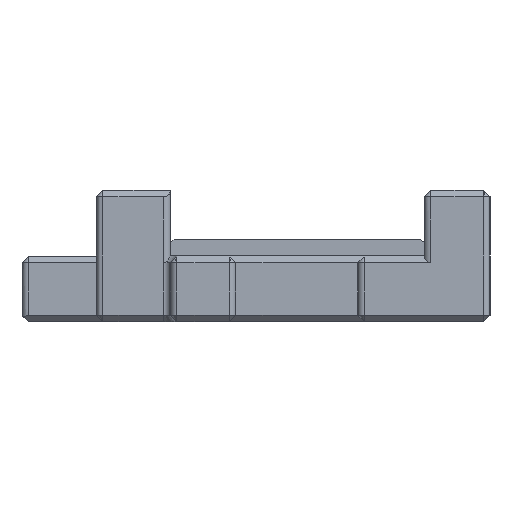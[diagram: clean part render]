
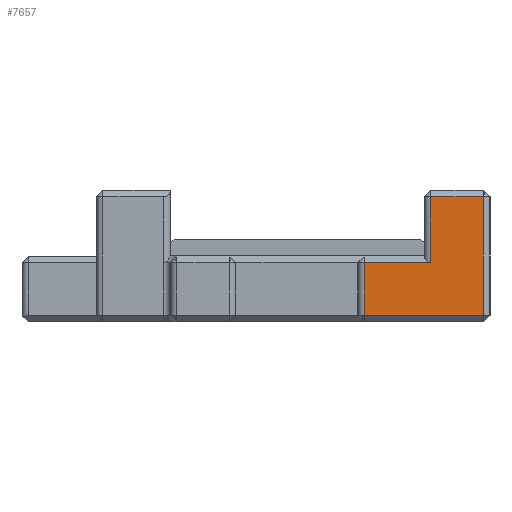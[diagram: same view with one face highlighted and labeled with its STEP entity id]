
A CAD part, front view. The second image highlights one B-rep face of the part: STEP entity #7657.
In plain terms, the highlighted planar face has unit normal (0, -1, 0).
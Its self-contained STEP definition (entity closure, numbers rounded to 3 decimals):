
#665=FACE_OUTER_BOUND('',#1145,.T.);
#1145=EDGE_LOOP('',(#5624,#5625,#5626,#5627,#5628,#5629));
#1733=LINE('',#11363,#2571);
#1787=LINE('',#11507,#2625);
#1788=LINE('',#11511,#2626);
#1789=LINE('',#11513,#2627);
#1790=LINE('',#11515,#2628);
#1791=LINE('',#11516,#2629);
#2571=VECTOR('',#9086,10.);
#2625=VECTOR('',#9250,10.);
#2626=VECTOR('',#9255,10.);
#2627=VECTOR('',#9256,10.);
#2628=VECTOR('',#9257,10.);
#2629=VECTOR('',#9258,10.);
#3419=VERTEX_POINT('',#11360);
#3420=VERTEX_POINT('',#11362);
#3455=VERTEX_POINT('',#11506);
#3456=VERTEX_POINT('',#11510);
#3457=VERTEX_POINT('',#11512);
#3458=VERTEX_POINT('',#11514);
#4186=EDGE_CURVE('',#3419,#3420,#1733,.T.);
#4258=EDGE_CURVE('',#3420,#3455,#1787,.T.);
#4260=EDGE_CURVE('',#3456,#3419,#1788,.T.);
#4261=EDGE_CURVE('',#3457,#3456,#1789,.T.);
#4262=EDGE_CURVE('',#3458,#3457,#1790,.T.);
#4263=EDGE_CURVE('',#3455,#3458,#1791,.T.);
#5624=ORIENTED_EDGE('',*,*,#4186,.F.);
#5625=ORIENTED_EDGE('',*,*,#4260,.F.);
#5626=ORIENTED_EDGE('',*,*,#4261,.F.);
#5627=ORIENTED_EDGE('',*,*,#4262,.F.);
#5628=ORIENTED_EDGE('',*,*,#4263,.F.);
#5629=ORIENTED_EDGE('',*,*,#4258,.F.);
#7332=PLANE('',#8220);
#7657=ADVANCED_FACE('',(#665),#7332,.T.);
#8220=AXIS2_PLACEMENT_3D('',#11509,#9253,#9254);
#9086=DIRECTION('',(-1.,0.,0.));
#9250=DIRECTION('',(0.,0.,1.));
#9253=DIRECTION('center_axis',(0.,-1.,0.));
#9254=DIRECTION('ref_axis',(-1.,0.,0.));
#9255=DIRECTION('',(0.,0.,-1.));
#9256=DIRECTION('',(1.,0.,0.));
#9257=DIRECTION('',(0.,0.,1.));
#9258=DIRECTION('',(1.,0.,0.));
#11360=CARTESIAN_POINT('',(99.079,86.111,0.4));
#11362=CARTESIAN_POINT('',(91.852,86.111,0.4));
#11363=CARTESIAN_POINT('',(91.079,86.111,0.4));
#11506=CARTESIAN_POINT('',(91.852,86.111,3.6));
#11507=CARTESIAN_POINT('',(91.852,86.111,4.5));
#11509=CARTESIAN_POINT('Origin',(94.379,86.111,4.));
#11510=CARTESIAN_POINT('',(99.079,86.111,7.6));
#11511=CARTESIAN_POINT('',(99.079,86.111,4.));
#11512=CARTESIAN_POINT('',(95.879,86.111,7.6));
#11513=CARTESIAN_POINT('',(94.929,86.111,7.6));
#11514=CARTESIAN_POINT('',(95.879,86.111,3.6));
#11515=CARTESIAN_POINT('',(95.879,86.111,4.));
#11516=CARTESIAN_POINT('',(91.079,86.111,3.6));
